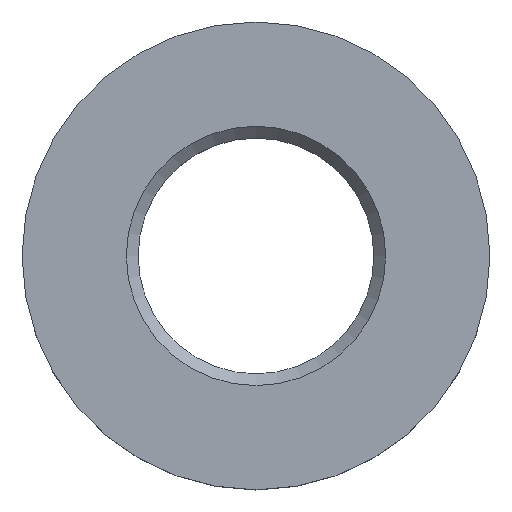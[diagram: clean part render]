
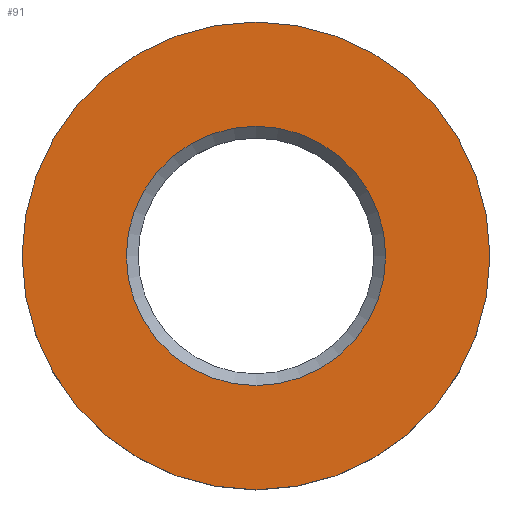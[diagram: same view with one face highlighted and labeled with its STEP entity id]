
A CAD part, top view. The second image highlights one B-rep face of the part: STEP entity #91.
In plain terms, the highlighted planar face has unit normal (0, 0, 1).
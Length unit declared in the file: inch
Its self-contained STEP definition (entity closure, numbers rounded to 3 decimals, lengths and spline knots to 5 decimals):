
#16=FACE_BOUND('',#33,.T.);
#18=PLANE('',#124);
#25=FACE_OUTER_BOUND('',#32,.T.);
#32=EDGE_LOOP('',(#79));
#33=EDGE_LOOP('',(#80));
#47=CIRCLE('',#123,0.17323);
#48=CIRCLE('',#125,0.3125);
#53=VERTEX_POINT('',#172);
#54=VERTEX_POINT('',#176);
#61=EDGE_CURVE('',#53,#53,#47,.T.);
#63=EDGE_CURVE('',#54,#54,#48,.T.);
#79=ORIENTED_EDGE('',*,*,#63,.T.);
#80=ORIENTED_EDGE('',*,*,#61,.F.);
#91=ADVANCED_FACE('',(#25,#16),#18,.T.);
#123=AXIS2_PLACEMENT_3D('',#173,#147,#148);
#124=AXIS2_PLACEMENT_3D('',#175,#150,#151);
#125=AXIS2_PLACEMENT_3D('',#177,#152,#153);
#147=DIRECTION('center_axis',(0.,0.,1.));
#148=DIRECTION('ref_axis',(-1.,0.,0.));
#150=DIRECTION('center_axis',(0.,0.,1.));
#151=DIRECTION('ref_axis',(1.,0.,0.));
#152=DIRECTION('center_axis',(0.,0.,1.));
#153=DIRECTION('ref_axis',(1.,0.,0.));
#172=CARTESIAN_POINT('',(0.17323,0.,0.125));
#173=CARTESIAN_POINT('Origin',(0.,0.,0.125));
#175=CARTESIAN_POINT('Origin',(0.,0.,0.125));
#176=CARTESIAN_POINT('',(-0.3125,0.,0.125));
#177=CARTESIAN_POINT('Origin',(0.,0.,0.125));
